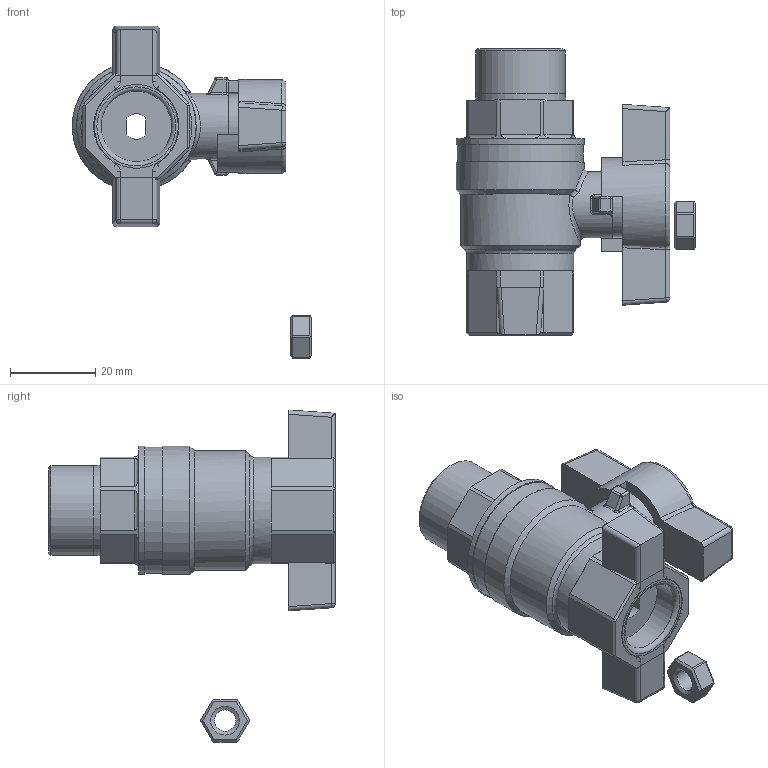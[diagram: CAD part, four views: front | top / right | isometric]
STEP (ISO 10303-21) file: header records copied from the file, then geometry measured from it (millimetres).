
FILE_DESCRIPTION( ( 'Unknown' ), '1' );
FILE_NAME( '2.287.015.stp', 'Unknown', ( 'Unknown' ), ( 'Unknown' ), 'PSStep 13.0', 'Unknown', ' ' );
FILE_SCHEMA( ( 'AUTOMOTIVE_DESIGN { 1 0 10303 214 1 1 1 1 }' ) );
Length unit declared in the file: millimetre
Products named in the file (4): Assem1; Flügelgriff 010-015; DIN934-M6.1.1; 2.281.015
Bounding box: 56.05 x 67 x 77.7 mm (x, y, z)
Volume: 63098.8 mm3; surface area: 28275.5 mm2
Topology: 6 solids, 6 shells, 450 faces, 1114 edges, 674 vertices
Faces by surface type: plane 248, cylinder 114, bspline 36, sphere 20, torus 16, cone 16
Full cylindrical faces by diameter (mm): 5 x2, 15 x4, 15.5 x2, 16.5 x4, 18.631 x2, 20.955 x4, 25 x2, 28 x2, 29.5 x2, 30 x4
Entity records: 9942 total; most frequent: CARTESIAN_POINT 3009, DIRECTION 1055, ORIENTED_EDGE 1034, EDGE_CURVE 517, AXIS2_PLACEMENT_3D 375, VERTEX_POINT 326, LINE 305, VECTOR 305
